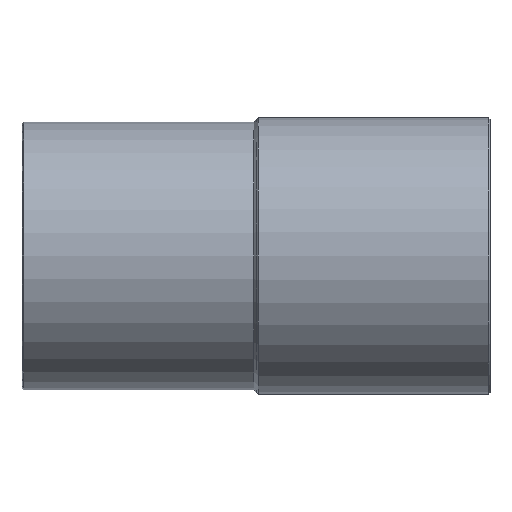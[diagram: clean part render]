
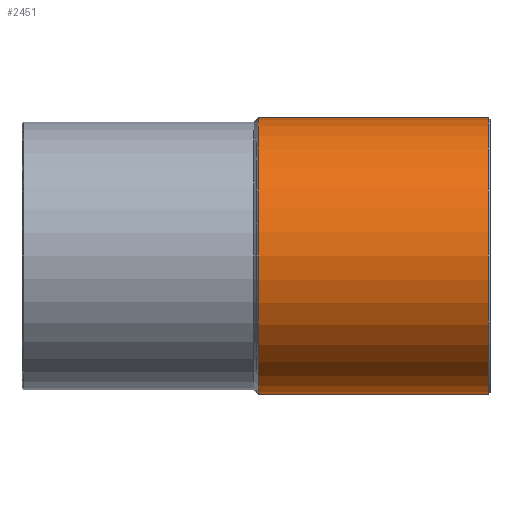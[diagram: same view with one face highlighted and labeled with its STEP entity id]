
A CAD part, left-side view. The second image highlights one B-rep face of the part: STEP entity #2451.
In plain terms, the highlighted cylindrical face has radius 19.2 mm (diameter 38.4 mm), a partial arc.
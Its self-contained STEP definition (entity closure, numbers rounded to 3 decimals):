
#446 = AXIS2_PLACEMENT_3D ( 'NONE', #5987, #1697, #6847 ) ;
#664 = ORIENTED_EDGE ( 'NONE', *, *, #5005, .T. ) ;
#1003 = ORIENTED_EDGE ( 'NONE', *, *, #1494, .T. ) ;
#1460 = VECTOR ( 'NONE', #8615, 1000. ) ;
#1494 = EDGE_CURVE ( 'NONE', #8399, #9761, #10001, .T. ) ;
#1684 = AXIS2_PLACEMENT_3D ( 'NONE', #7717, #2394, #8556 ) ;
#1697 = DIRECTION ( 'NONE',  ( 0., 1., 0. ) ) ;
#2394 = DIRECTION ( 'NONE',  ( 0., -1., 0. ) ) ;
#2426 = CARTESIAN_POINT ( 'NONE',  ( 0., -0.3, 19.2 ) ) ;
#2451 = ADVANCED_FACE ( 'NONE', ( #10532 ), #10270, .T. ) ;
#2602 = VERTEX_POINT ( 'NONE', #9857 ) ;
#2872 = CARTESIAN_POINT ( 'NONE',  ( 0., -32.25, -19.2 ) ) ;
#3149 = ORIENTED_EDGE ( 'NONE', *, *, #8907, .F. ) ;
#3490 = VECTOR ( 'NONE', #10906, 1000. ) ;
#3766 = LINE ( 'NONE', #5988, #1460 ) ;
#3812 = CARTESIAN_POINT ( 'NONE',  ( 0., -32.25, 0. ) ) ;
#4709 = DIRECTION ( 'NONE',  ( 0., 0., 1. ) ) ;
#4893 = CIRCLE ( 'NONE', #1684, 19.2 ) ;
#5005 = EDGE_CURVE ( 'NONE', #7293, #8399, #7040, .T. ) ;
#5923 = EDGE_LOOP ( 'NONE', ( #3149, #664, #1003, #11125 ) ) ;
#5987 = CARTESIAN_POINT ( 'NONE',  ( 0., -32.5, 0. ) ) ;
#5988 = CARTESIAN_POINT ( 'NONE',  ( 0., -32.5, -19.2 ) ) ;
#6847 = DIRECTION ( 'NONE',  ( 0., 0., 1. ) ) ;
#7040 = CIRCLE ( 'NONE', #8416, 19.2 ) ;
#7293 = VERTEX_POINT ( 'NONE', #2872 ) ;
#7717 = CARTESIAN_POINT ( 'NONE',  ( 0., -0.3, 0. ) ) ;
#8045 = CARTESIAN_POINT ( 'NONE',  ( 0., -32.25, 19.2 ) ) ;
#8399 = VERTEX_POINT ( 'NONE', #8045 ) ;
#8416 = AXIS2_PLACEMENT_3D ( 'NONE', #3812, #10002, #4709 ) ;
#8556 = DIRECTION ( 'NONE',  ( 0., 0., 1. ) ) ;
#8615 = DIRECTION ( 'NONE',  ( 0., 1., 0. ) ) ;
#8672 = EDGE_CURVE ( 'NONE', #9761, #2602, #4893, .T. ) ;
#8907 = EDGE_CURVE ( 'NONE', #7293, #2602, #3766, .T. ) ;
#9761 = VERTEX_POINT ( 'NONE', #2426 ) ;
#9857 = CARTESIAN_POINT ( 'NONE',  ( 0., -0.3, -19.2 ) ) ;
#10001 = LINE ( 'NONE', #10867, #3490 ) ;
#10002 = DIRECTION ( 'NONE',  ( 0., 1., 0. ) ) ;
#10270 = CYLINDRICAL_SURFACE ( 'NONE', #446, 19.2 ) ;
#10532 = FACE_OUTER_BOUND ( 'NONE', #5923, .T. ) ;
#10867 = CARTESIAN_POINT ( 'NONE',  ( 0., -32.5, 19.2 ) ) ;
#10906 = DIRECTION ( 'NONE',  ( 0., 1., 0. ) ) ;
#11125 = ORIENTED_EDGE ( 'NONE', *, *, #8672, .T. ) ;
